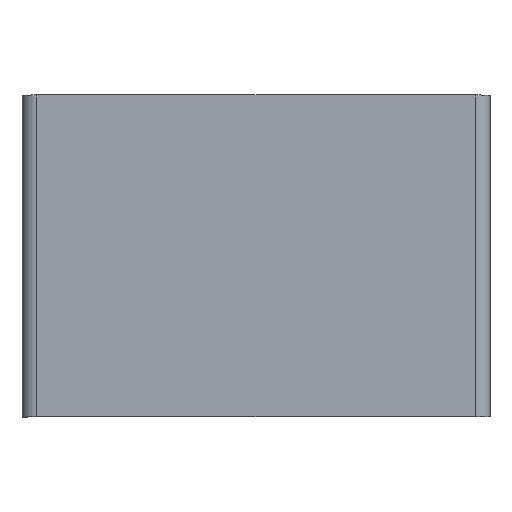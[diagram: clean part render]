
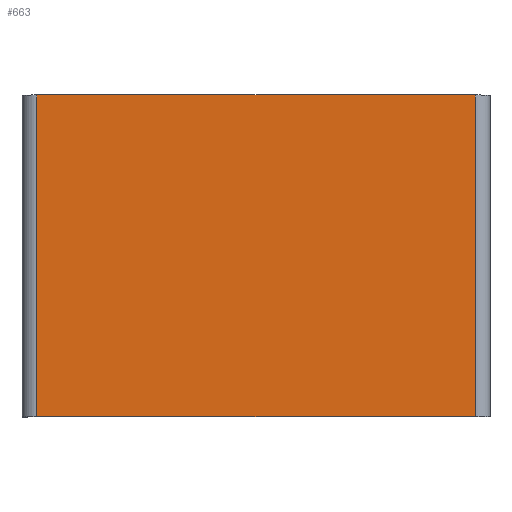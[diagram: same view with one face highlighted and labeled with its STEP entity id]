
A CAD part, top view. The second image highlights one B-rep face of the part: STEP entity #663.
In plain terms, the highlighted face is planar.
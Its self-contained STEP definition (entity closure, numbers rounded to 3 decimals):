
#64=ORIENTED_EDGE('',*,*,#254,.F.);
#65=ORIENTED_EDGE('',*,*,#266,.F.);
#66=ORIENTED_EDGE('',*,*,#267,.F.);
#67=ORIENTED_EDGE('',*,*,#268,.F.);
#150=VECTOR('',#375,1.);
#158=VECTOR('',#393,1.);
#159=VECTOR('',#394,1.);
#160=VECTOR('',#395,1.);
#184=LINE('',#494,#150);
#192=LINE('',#518,#158);
#193=LINE('',#520,#159);
#194=LINE('',#521,#160);
#218=VERTEX_POINT('',#492);
#219=VERTEX_POINT('',#493);
#230=VERTEX_POINT('',#517);
#231=VERTEX_POINT('',#519);
#254=EDGE_CURVE('',#218,#219,#184,.T.);
#266=EDGE_CURVE('',#230,#218,#192,.T.);
#267=EDGE_CURVE('',#231,#230,#193,.T.);
#268=EDGE_CURVE('',#219,#231,#194,.T.);
#304=EDGE_LOOP('',(#64,#65,#66,#67));
#339=FACE_BOUND('',#304,.T.);
#375=DIRECTION('',(150.,0.,0.));
#391=DIRECTION('',(0.,-1.,0.));
#392=DIRECTION('',(-1.,0.,0.));
#393=DIRECTION('',(0.,0.,110.));
#394=DIRECTION('',(-150.,0.,0.));
#395=DIRECTION('',(0.,0.,-110.));
#492=CARTESIAN_POINT('',(25.,0.,130.));
#493=CARTESIAN_POINT('',(175.,0.,130.));
#494=CARTESIAN_POINT('',(25.,0.,130.));
#516=CARTESIAN_POINT('',(175.,0.,0.));
#517=CARTESIAN_POINT('',(25.,0.,20.));
#518=CARTESIAN_POINT('',(25.,0.,20.));
#519=CARTESIAN_POINT('',(175.,0.,20.));
#520=CARTESIAN_POINT('',(175.,0.,20.));
#521=CARTESIAN_POINT('',(175.,0.,130.));
#614=AXIS2_PLACEMENT_3D('',#516,#391,#392);
#652=PLANE('',#614);
#663=ADVANCED_FACE('',(#339),#652,.T.);
